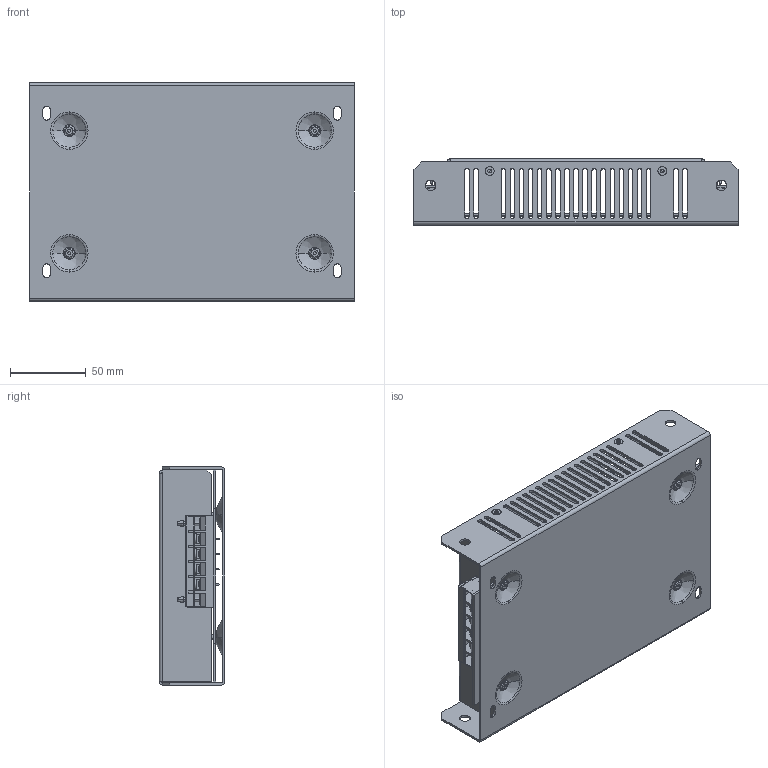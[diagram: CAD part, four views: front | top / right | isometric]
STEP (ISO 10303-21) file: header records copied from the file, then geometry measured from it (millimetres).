
FILE_DESCRIPTION (( 'STEP AP214' ), '1' );
FILE_NAME ('MIF306-310.STEP', '2020-03-02T19:37:44', ( '' ), ( '' ), 'SwSTEP 2.0', 'SolidWorks 2017', '' );
FILE_SCHEMA (( 'AUTOMOTIVE_DESIGN' ));
Length unit declared in the file: inch
Products named in the file (1): MIF306-310
Bounding box: 214 x 43.5 x 144 mm (x, y, z)
Volume: 174414.6 mm3; surface area: 241266.1 mm2
Topology: 18 solids, 18 shells, 1757 faces, 4972 edges, 3232 vertices
Faces by surface type: plane 1086, cylinder 577, bspline 78, cone 16
Entity records: 83796 total; most frequent: CARTESIAN_POINT 13572, ORIENTED_EDGE 9928, DIRECTION 9550, EDGE_CURVE 4964, LINE 3482, VECTOR 3482, VERTEX_POINT 3232, AXIS2_PLACEMENT_3D 3034
